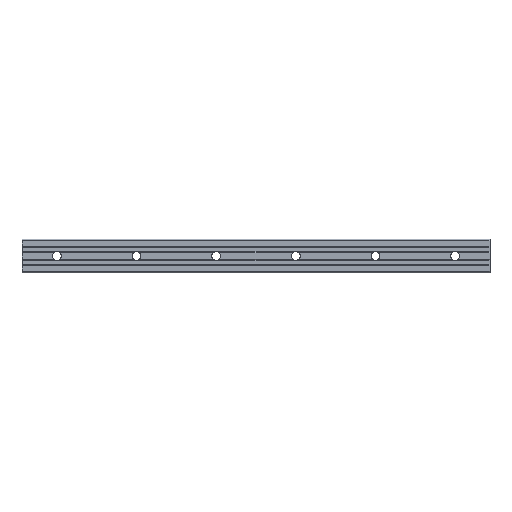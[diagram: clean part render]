
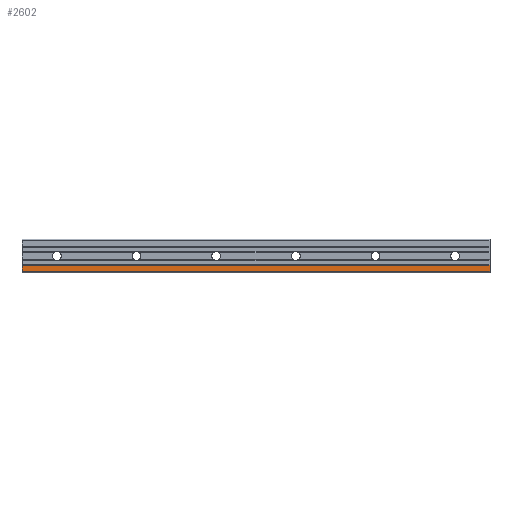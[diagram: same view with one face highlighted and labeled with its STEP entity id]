
A CAD part, front view. The second image highlights one B-rep face of the part: STEP entity #2602.
In plain terms, the highlighted planar face has unit normal (0, -1, 0).
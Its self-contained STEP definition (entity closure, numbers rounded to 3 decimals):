
#279 = DIRECTION ( 'NONE',  ( 0., 0., -1. ) ) ;
#359 = CARTESIAN_POINT ( 'NONE',  ( 435., 0., -9.5 ) ) ;
#436 = VERTEX_POINT ( 'NONE', #3166 ) ;
#661 = CARTESIAN_POINT ( 'NONE',  ( -35., 0., -9.5 ) ) ;
#757 = VECTOR ( 'NONE', #1566, 1000. ) ;
#1000 = DIRECTION ( 'NONE',  ( 0., 1., 0. ) ) ;
#1013 = EDGE_CURVE ( 'NONE', #2336, #436, #3626, .T. ) ;
#1042 = DIRECTION ( 'NONE',  ( 0., 0., 1. ) ) ;
#1064 = AXIS2_PLACEMENT_3D ( 'NONE', #1911, #1000, #1042 ) ;
#1183 = CARTESIAN_POINT ( 'NONE',  ( -35., 0., 16.739 ) ) ;
#1184 = CARTESIAN_POINT ( 'NONE',  ( -35., 0., -15.5 ) ) ;
#1211 = EDGE_CURVE ( 'NONE', #3440, #436, #3296, .T. ) ;
#1430 = VECTOR ( 'NONE', #1556, 1000. ) ;
#1448 = EDGE_CURVE ( 'NONE', #3364, #3440, #3254, .T. ) ;
#1556 = DIRECTION ( 'NONE',  ( 1., 0., 0. ) ) ;
#1566 = DIRECTION ( 'NONE',  ( 1., 0., 0. ) ) ;
#1785 = ORIENTED_EDGE ( 'NONE', *, *, #1211, .T. ) ;
#1892 = PLANE ( 'NONE',  #1064 ) ;
#1911 = CARTESIAN_POINT ( 'NONE',  ( 435., 0., -9.5 ) ) ;
#1958 = EDGE_CURVE ( 'NONE', #3364, #2336, #3015, .T. ) ;
#2089 = CARTESIAN_POINT ( 'NONE',  ( 435., 0., -15.5 ) ) ;
#2139 = VECTOR ( 'NONE', #2170, 1000. ) ;
#2170 = DIRECTION ( 'NONE',  ( 0., 0., -1. ) ) ;
#2336 = VERTEX_POINT ( 'NONE', #2921 ) ;
#2459 = CARTESIAN_POINT ( 'NONE',  ( 435., 0., 16.739 ) ) ;
#2483 = FACE_OUTER_BOUND ( 'NONE', #3504, .T. ) ;
#2602 = ADVANCED_FACE ( 'NONE', ( #2483 ), #1892, .F. ) ;
#2921 = CARTESIAN_POINT ( 'NONE',  ( 435., 0., -9.5 ) ) ;
#3015 = LINE ( 'NONE', #359, #1430 ) ;
#3148 = ORIENTED_EDGE ( 'NONE', *, *, #1958, .F. ) ;
#3166 = CARTESIAN_POINT ( 'NONE',  ( 435., 0., -15.5 ) ) ;
#3238 = ORIENTED_EDGE ( 'NONE', *, *, #1013, .F. ) ;
#3254 = LINE ( 'NONE', #1183, #3708 ) ;
#3296 = LINE ( 'NONE', #2089, #757 ) ;
#3364 = VERTEX_POINT ( 'NONE', #661 ) ;
#3440 = VERTEX_POINT ( 'NONE', #1184 ) ;
#3504 = EDGE_LOOP ( 'NONE', ( #1785, #3238, #3148, #3664 ) ) ;
#3626 = LINE ( 'NONE', #2459, #2139 ) ;
#3664 = ORIENTED_EDGE ( 'NONE', *, *, #1448, .T. ) ;
#3708 = VECTOR ( 'NONE', #279, 1000. ) ;
